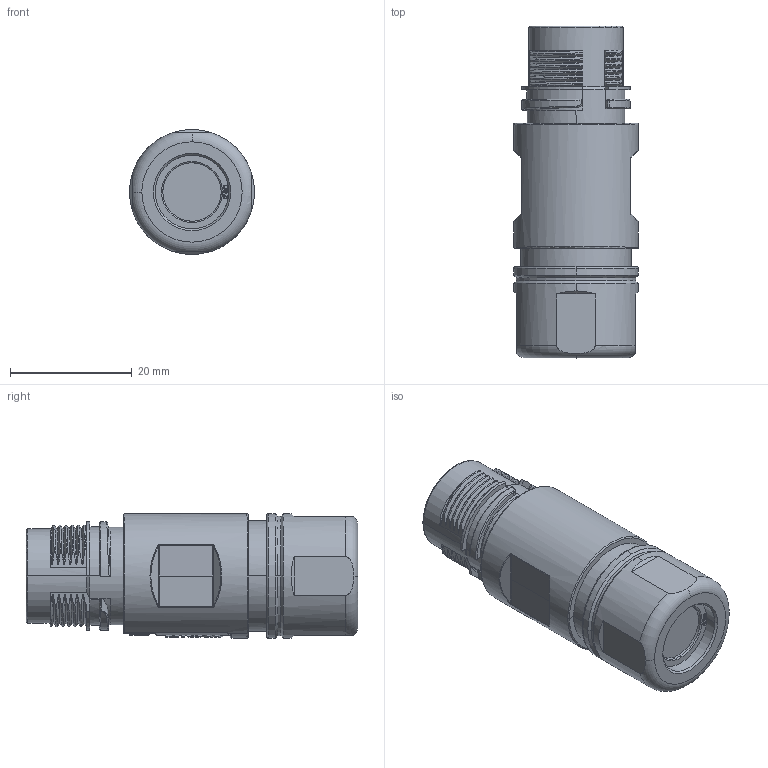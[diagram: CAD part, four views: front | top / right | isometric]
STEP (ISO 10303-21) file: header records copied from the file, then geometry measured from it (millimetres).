
FILE_DESCRIPTION((''),'2;1');
FILE_NAME('ASM0001_ASM_SW0002','2023-01-16T',('lian.chen'),(''),'PRO/ENGINEER BY PARAMETRIC TECHNOLOGY CORPORATION, 2012480','PRO/ENGINEER BY PARAMETRIC TECHNOLOGY CORPORATION, 2012480','');
FILE_SCHEMA(('CONFIG_CONTROL_DESIGN'));
Length unit declared in the file: inch
Products named in the file (1): ASM0001_ASM_SW0002
Bounding box: 20.5 x 54.55 x 20.5 mm (x, y, z)
Volume: 13690.5 mm3; surface area: 5888.4 mm2
Topology: 1 solids, 1 shells, 697 faces, 1889 edges, 1230 vertices
Faces by surface type: plane 193, cylinder 192, cone 94, bspline 91, extrusion 63, torus 54, sphere 10
Entity records: 29659 total; most frequent: CARTESIAN_POINT 12998, ORIENTED_EDGE 3758, DIRECTION 3040, EDGE_CURVE 1879, VERTEX_POINT 1230, AXIS2_PLACEMENT_3D 1121, VECTOR 798, EDGE_LOOP 743
